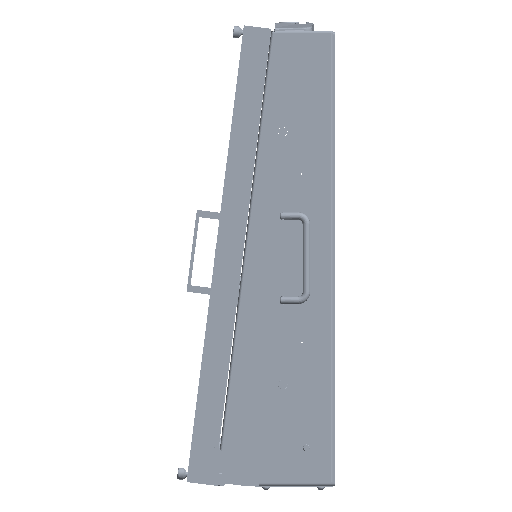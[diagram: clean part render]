
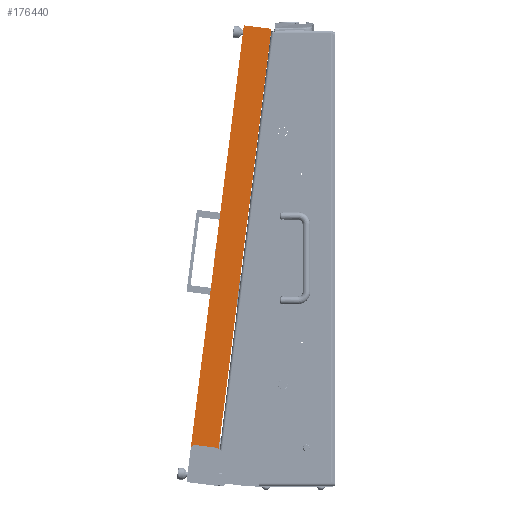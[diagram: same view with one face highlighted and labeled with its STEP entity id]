
A CAD part, left-side view. The second image highlights one B-rep face of the part: STEP entity #176440.
In plain terms, the highlighted planar face has unit normal (-1, 0, 0).
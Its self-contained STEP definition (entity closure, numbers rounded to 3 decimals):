
#4219 = EDGE_CURVE ( 'NONE', #37049, #79590, #134762, .T. ) ;
#5307 = VECTOR ( 'NONE', #119239, 1000. ) ;
#17620 = EDGE_LOOP ( 'NONE', ( #152486, #124508, #214060, #93698, #189789, #182130 ) ) ;
#21825 = CARTESIAN_POINT ( 'NONE',  ( -327.5, 33., -273. ) ) ;
#29993 = CARTESIAN_POINT ( 'NONE',  ( -327.5, 33., -228. ) ) ;
#37049 = VERTEX_POINT ( 'NONE', #40444 ) ;
#37562 = LINE ( 'NONE', #184538, #137652 ) ;
#40444 = CARTESIAN_POINT ( 'NONE',  ( -327.5, 33., 273. ) ) ;
#50975 = AXIS2_PLACEMENT_3D ( 'NONE', #197338, #73800, #179699 ) ;
#62170 = CIRCLE ( 'NONE', #50975, 5. ) ;
#63500 = CIRCLE ( 'NONE', #138688, 20. ) ;
#65231 = LINE ( 'NONE', #29993, #96123 ) ;
#67070 = CARTESIAN_POINT ( 'NONE',  ( -327.5, 0., -229.265 ) ) ;
#68089 = DIRECTION ( 'NONE',  ( 1., 0., 0. ) ) ;
#69252 = DIRECTION ( 'NONE',  ( 0., 0., -1. ) ) ;
#70225 = EDGE_CURVE ( 'NONE', #179924, #134773, #62170, .T. ) ;
#73800 = DIRECTION ( 'NONE',  ( 1., 0., 0. ) ) ;
#76266 = DIRECTION ( 'NONE',  ( -1., 0., 0. ) ) ;
#79590 = VERTEX_POINT ( 'NONE', #105703 ) ;
#82961 = CARTESIAN_POINT ( 'NONE',  ( -327.5, 33., 273. ) ) ;
#91576 = DIRECTION ( 'NONE',  ( 0., 0., 1. ) ) ;
#93698 = ORIENTED_EDGE ( 'NONE', *, *, #4219, .F. ) ;
#96123 = VECTOR ( 'NONE', #207550, 1000. ) ;
#105703 = CARTESIAN_POINT ( 'NONE',  ( -327.5, 0., 273. ) ) ;
#108789 = FACE_OUTER_BOUND ( 'NONE', #17620, .T. ) ;
#112642 = CARTESIAN_POINT ( 'NONE',  ( -327.5, 7., -248. ) ) ;
#119239 = DIRECTION ( 'NONE',  ( 0., 0., 1. ) ) ;
#124508 = ORIENTED_EDGE ( 'NONE', *, *, #196598, .F. ) ;
#124714 = AXIS2_PLACEMENT_3D ( 'NONE', #21825, #68089, #69252 ) ;
#128027 = EDGE_CURVE ( 'NONE', #223867, #79590, #189931, .T. ) ;
#132642 = DIRECTION ( 'NONE',  ( 0., 0., -1. ) ) ;
#134762 = LINE ( 'NONE', #82961, #227072 ) ;
#134773 = VERTEX_POINT ( 'NONE', #177974 ) ;
#137652 = VECTOR ( 'NONE', #91576, 1000. ) ;
#138688 = AXIS2_PLACEMENT_3D ( 'NONE', #112642, #76266, #132642 ) ;
#152486 = ORIENTED_EDGE ( 'NONE', *, *, #230649, .F. ) ;
#152696 = CARTESIAN_POINT ( 'NONE',  ( -327.5, 33., -233. ) ) ;
#153580 = DIRECTION ( 'NONE',  ( 0., -1., 0. ) ) ;
#174614 = CARTESIAN_POINT ( 'NONE',  ( -327.5, 0., -273. ) ) ;
#176312 = PLANE ( 'NONE',  #124714 ) ;
#176440 = ADVANCED_FACE ( 'NONE', ( #108789 ), #176312, .F. ) ;
#177974 = CARTESIAN_POINT ( 'NONE',  ( -327.5, 28., -228. ) ) ;
#179699 = DIRECTION ( 'NONE',  ( 0., 0., -1. ) ) ;
#179924 = VERTEX_POINT ( 'NONE', #152696 ) ;
#182130 = ORIENTED_EDGE ( 'NONE', *, *, #70225, .T. ) ;
#184538 = CARTESIAN_POINT ( 'NONE',  ( -327.5, 33., -273. ) ) ;
#189789 = ORIENTED_EDGE ( 'NONE', *, *, #209442, .F. ) ;
#189931 = LINE ( 'NONE', #174614, #5307 ) ;
#196598 = EDGE_CURVE ( 'NONE', #223867, #206891, #63500, .T. ) ;
#197338 = CARTESIAN_POINT ( 'NONE',  ( -327.5, 28., -233. ) ) ;
#206891 = VERTEX_POINT ( 'NONE', #216664 ) ;
#207550 = DIRECTION ( 'NONE',  ( 0., 1., 0. ) ) ;
#209442 = EDGE_CURVE ( 'NONE', #179924, #37049, #37562, .T. ) ;
#214060 = ORIENTED_EDGE ( 'NONE', *, *, #128027, .T. ) ;
#216664 = CARTESIAN_POINT ( 'NONE',  ( -327.5, 7., -228. ) ) ;
#223867 = VERTEX_POINT ( 'NONE', #67070 ) ;
#227072 = VECTOR ( 'NONE', #153580, 1000. ) ;
#230649 = EDGE_CURVE ( 'NONE', #206891, #134773, #65231, .T. ) ;
